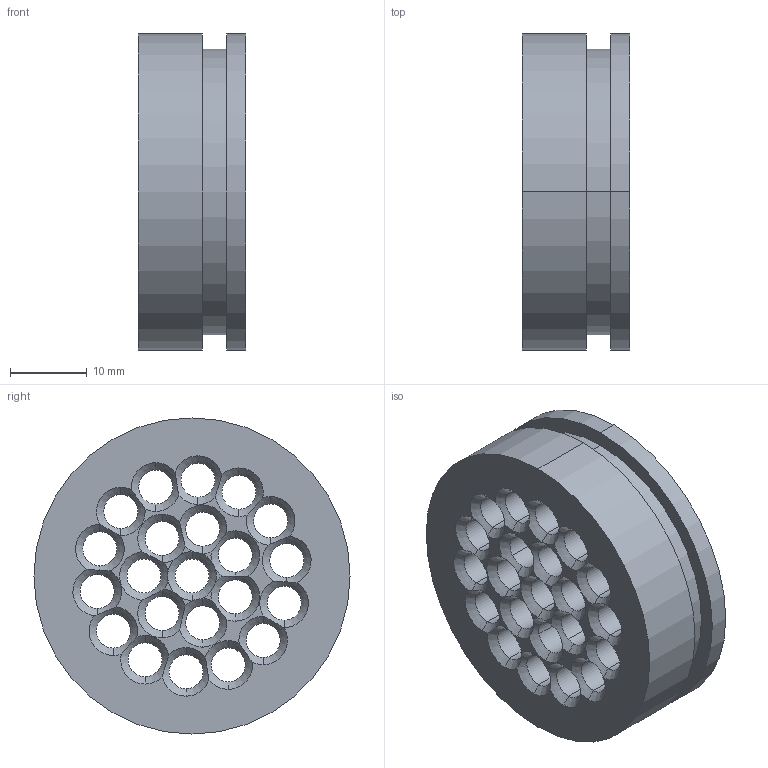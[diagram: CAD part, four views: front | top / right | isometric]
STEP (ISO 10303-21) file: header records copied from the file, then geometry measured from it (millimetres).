
FILE_DESCRIPTION (( 'STEP AP203' ), '1' );
FILE_NAME ('Breaker Plate 2014.01.12.STEP', '2017-04-13T17:09:25', ( '' ), ( '' ), 'SwSTEP 2.0', 'SolidWorks 2015', '' );
FILE_SCHEMA (( 'CONFIG_CONTROL_DESIGN' ));
Length unit declared in the file: millimetre
Products named in the file (1): Breaker Plate 2014.01.12
Bounding box: 14 x 41.15 x 41.15 mm (x, y, z)
Volume: 11427.1 mm3; surface area: 7591.8 mm2
Topology: 1 solids, 1 shells, 161 faces, 522 edges, 326 vertices
Faces by surface type: cone 88, cylinder 52, plane 21
Entity records: 6371 total; most frequent: CARTESIAN_POINT 1552, DIRECTION 1064, ORIENTED_EDGE 1044, EDGE_CURVE 522, AXIS2_PLACEMENT_3D 462, VERTEX_POINT 326, CIRCLE 300, EDGE_LOOP 168
